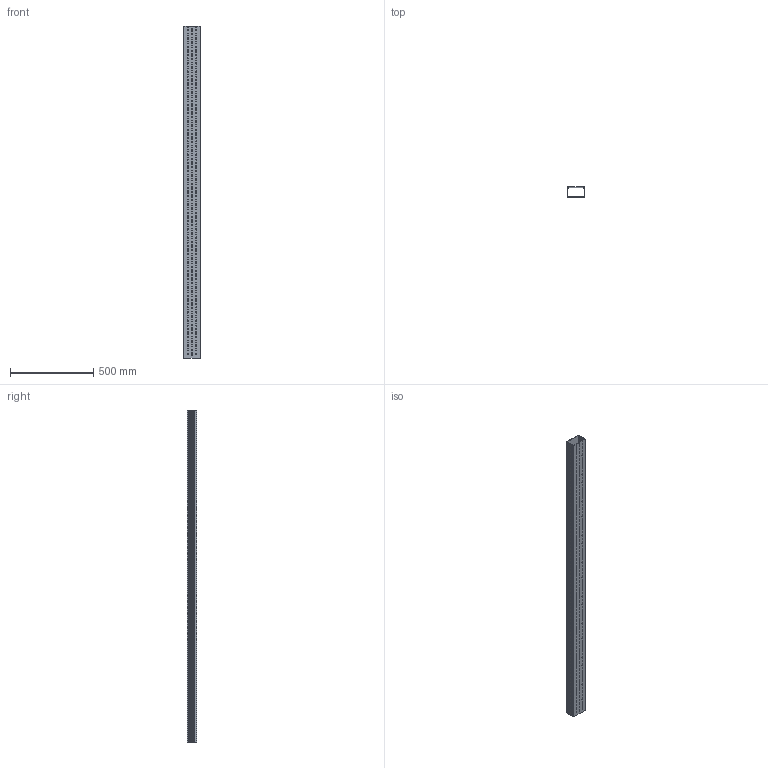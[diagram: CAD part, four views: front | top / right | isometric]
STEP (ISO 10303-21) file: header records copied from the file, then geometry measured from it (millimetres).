
FILE_DESCRIPTION (( 'STEP AP203' ), '1' );
FILE_NAME ('CKM50-100-060-1-K03 Êàáåëü êàíàë ïåðôîðèðîâàííûé 100õ60 øàã 4õ6 ÈÌÏÀÊÒ - Ì.STEP', '2016-06-14T13:46:08', ( '' ), ( '' ), 'SwSTEP 2.0', 'SolidWorks 2014', '' );
FILE_SCHEMA (( 'CONFIG_CONTROL_DESIGN' ));
Products named in the file (1): CKM50-100-060-1-K03 Êàáåëü êàíàë ïåðôîðèðîâàííûé 100õ60 øàã 4õ6 ÈÌÏÀÊÒ - Ì
Bounding box: 100 x 60 x 2000 mm (x, y, z)
Volume: 305760 mm3; surface area: 1211842 mm2
Topology: 1 solids, 2 shells, 7388 faces, 22152 edges, 14768 vertices
Faces by surface type: plane 6111, cylinder 1277
Entity records: 247293 total; most frequent: CARTESIAN_POINT 44309, ORIENTED_EDGE 44304, DIRECTION 39484, EDGE_CURVE 22152, VECTOR 19598, LINE 19598, VERTEX_POINT 14768, AXIS2_PLACEMENT_3D 9943
